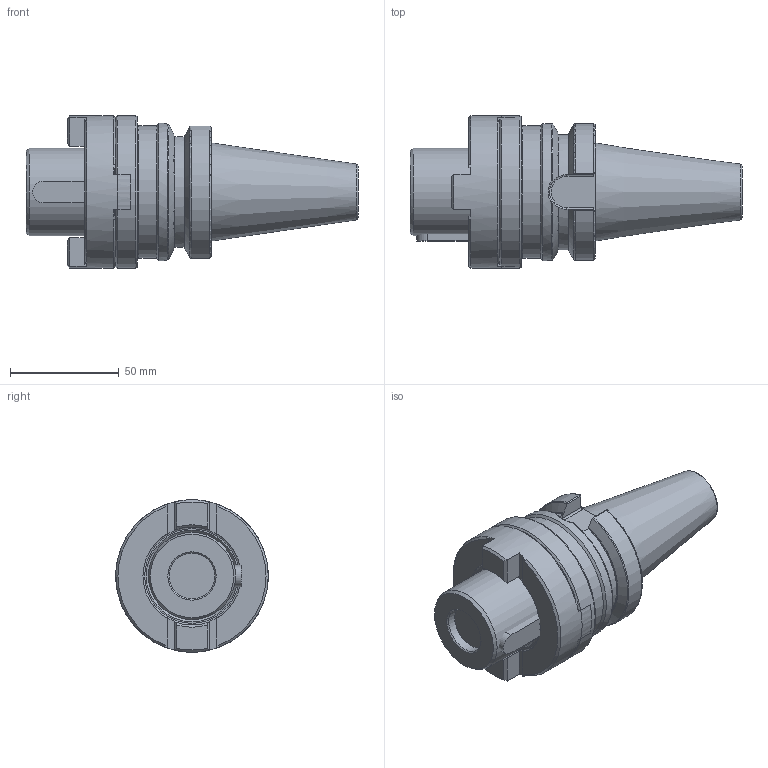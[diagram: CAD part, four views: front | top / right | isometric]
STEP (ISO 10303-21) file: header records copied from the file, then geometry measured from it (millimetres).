
FILE_DESCRIPTION(/* description */ (''),/* implementation_level */ '2;1');
FILE_NAME(/* name */ 'ABT40-FMC-40-060.stp',/* time_stamp */ '2024-11-22T14:58:20+03:00',/* author */ (''),/* organization */ (''),/* preprocessor_version */ 'ST-DEVELOPER v19.4',/* originating_system */ 'SIEMENS PLM Software NX2306.9102',/* authorisation */ '');
FILE_SCHEMA (('AUTOMOTIVE_DESIGN { 1 0 10303 214 3 1 1 1 }'));
Length unit declared in the file: millimetre
Products named in the file (1): ABT40-FMC-40-060-LIGHT
Bounding box: 152.4 x 70 x 70 mm (x, y, z)
Volume: 292221.3 mm3; surface area: 42164.8 mm2
Topology: 3 solids, 3 shells, 164 faces, 417 edges, 264 vertices
Faces by surface type: plane 79, cylinder 34, cone 30, torus 19, bspline 2
Full cylindrical faces by diameter (mm): 4 x1, 10 x1, 21 x1, 39.5 x1, 40 x2, 61 x1, 63 x1, 70 x2
Entity records: 5236 total; most frequent: CARTESIAN_POINT 1448, ORIENTED_EDGE 764, DIRECTION 764, EDGE_CURVE 382, AXIS2_PLACEMENT_3D 303, VERTEX_POINT 259, EDGE_LOOP 200, ADVANCED_FACE 164
